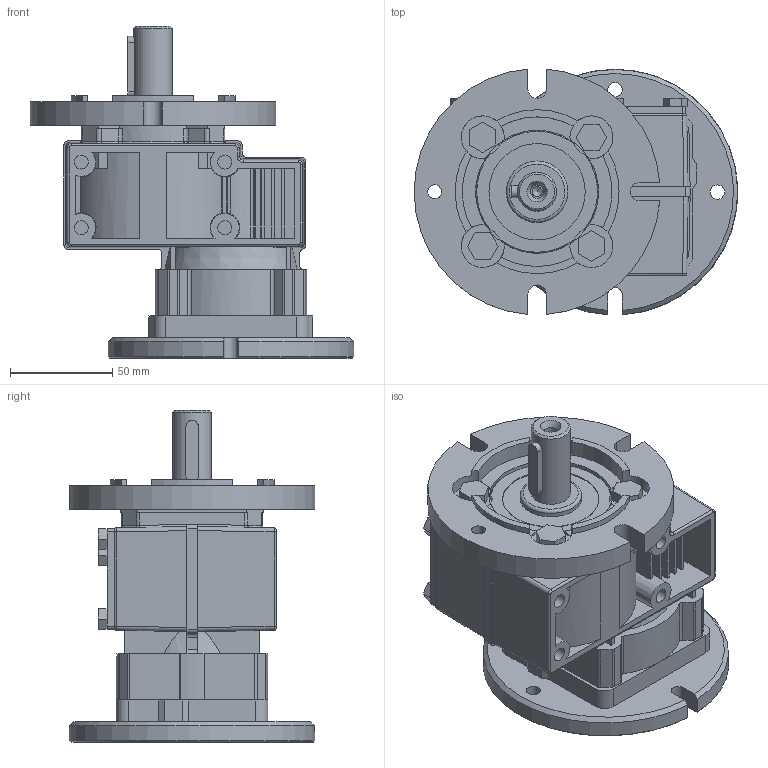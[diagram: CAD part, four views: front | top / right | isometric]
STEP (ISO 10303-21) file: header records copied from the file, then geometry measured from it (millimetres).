
FILE_DESCRIPTION( ( 'Unknown' ), '1' );
FILE_NAME( '25A2C4667615A1BAA3231F462DB36C.3d.stp', 'Unknown', ( 'Unknown' ), ( 'Unknown' ), 'PSStep 10.1', 'Unknown', ' ' );
FILE_SCHEMA( ( 'AUTOMOTIVE_DESIGN { 1 0 10303 214 1 1 1 1 }' ) );
Length unit declared in the file: millimetre
Products named in the file (2): 4118800
Bounding box: 157.97 x 119.88 x 162 mm (x, y, z)
Volume: 823614.5 mm3; surface area: 127823.2 mm2
Topology: 2 solids, 15 shells, 554 faces, 1409 edges, 918 vertices
Faces by surface type: plane 318, cylinder 168, cone 34, bspline 32, torus 2
Full cylindrical faces by diameter (mm): 4.917 x1, 6.4 x1, 6.8 x13, 7 x3, 9 x4, 19 x1, 30 x1, 35 x1, 47 x3, 60 x1, 80 x1
Entity records: 23216 total; most frequent: CARTESIAN_POINT 5660, ORIENTED_EDGE 2716, DIRECTION 2626, EDGE_CURVE 1358, AXIS2_PLACEMENT_3D 907, VERTEX_POINT 906, LINE 812, VECTOR 812
